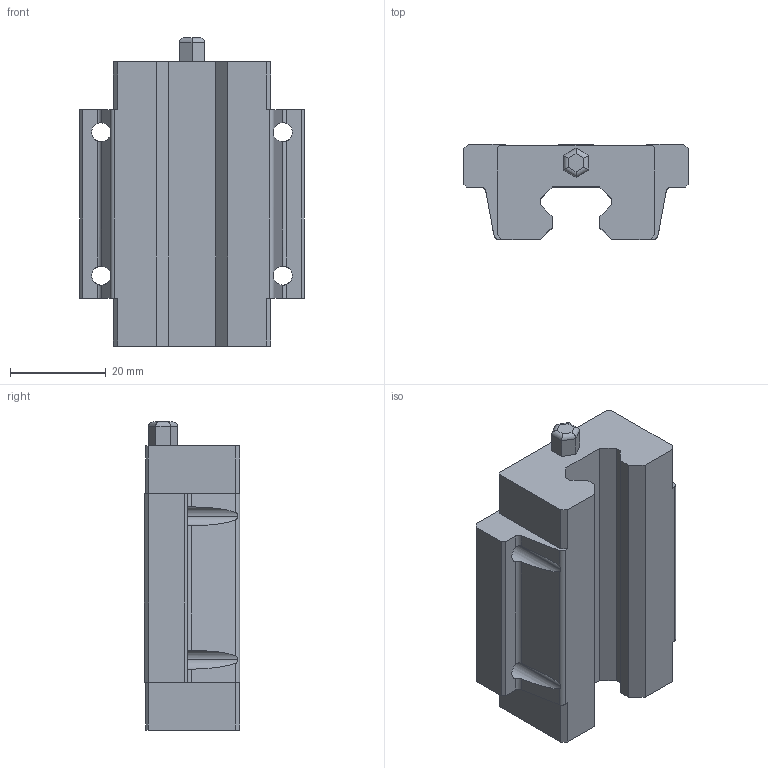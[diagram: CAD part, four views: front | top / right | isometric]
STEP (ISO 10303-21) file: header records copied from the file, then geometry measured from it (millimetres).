
FILE_DESCRIPTION (( 'STEP AP214' ), '1' );
FILE_NAME ('Ñáîðêà1.STEP', '2024-04-18T09:43:55', ( '' ), ( '' ), 'SwSTEP 2.0', 'SolidWorks 2022', '' );
FILE_SCHEMA (( 'AUTOMOTIVE_DESIGN' ));
Length unit declared in the file: millimetre
Products named in the file (2): Сборка1; B548 Рельсовая каретка HGW 15CC_00
Assembly tree (1 placements, depth 2):
  Сборка1
    B548 Рельсовая каретка HGW 15CC_00
Bounding box: 47 x 20 x 64.5 mm (x, y, z)
Volume: 36559.5 mm3; surface area: 10359.6 mm2
Topology: 1 solids, 1 shells, 84 faces, 246 edges, 162 vertices
Faces by surface type: plane 62, cylinder 22
Entity records: 3020 total; most frequent: CARTESIAN_POINT 674, ORIENTED_EDGE 492, DIRECTION 416, EDGE_CURVE 246, LINE 192, VECTOR 192, VERTEX_POINT 162, AXIS2_PLACEMENT_3D 112
